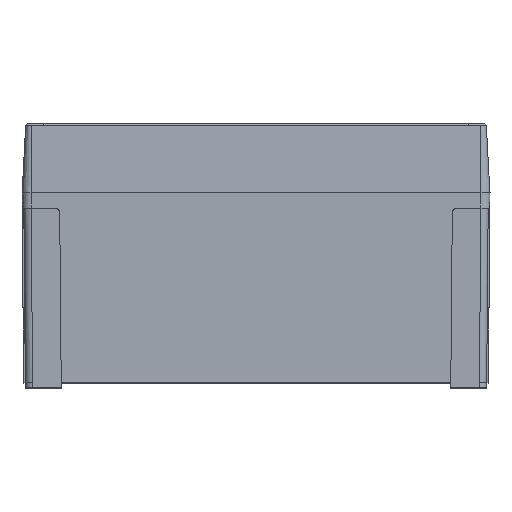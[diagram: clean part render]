
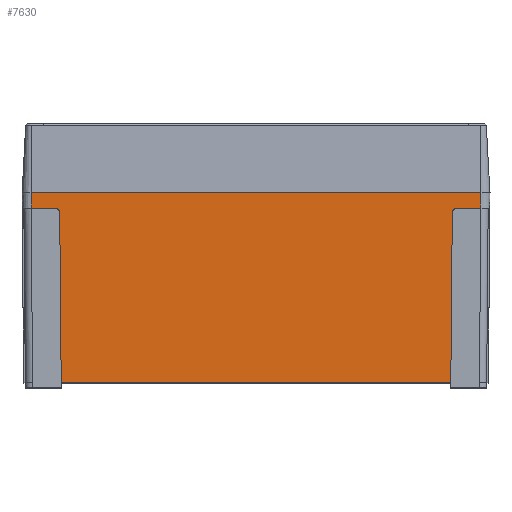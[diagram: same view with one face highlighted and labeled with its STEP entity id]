
A CAD part, top view. The second image highlights one B-rep face of the part: STEP entity #7630.
In plain terms, the highlighted planar face has unit normal (0, -0.009, 1).
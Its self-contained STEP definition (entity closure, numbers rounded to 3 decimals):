
#62 = CARTESIAN_POINT ( 'NONE',  ( 86.55, 0., 127.55 ) ) ;
#202 = EDGE_CURVE ( 'NONE', #3775, #5135, #13630, .T. ) ;
#235 = VECTOR ( 'NONE', #3564, 1000. ) ;
#436 = CARTESIAN_POINT ( 'NONE',  ( -75.603, 0.096, 127.551 ) ) ;
#477 = DIRECTION ( 'NONE',  ( -1., 0., 0. ) ) ;
#532 = CARTESIAN_POINT ( 'NONE',  ( 77.533, -6., 127.498 ) ) ;
#558 = VERTEX_POINT ( 'NONE', #15825 ) ;
#656 = ORIENTED_EDGE ( 'NONE', *, *, #7826, .T. ) ;
#665 = CARTESIAN_POINT ( 'NONE',  ( -86.55, 0., 127.55 ) ) ;
#941 = DIRECTION ( 'NONE',  ( 0., -1., -0.009 ) ) ;
#993 = CARTESIAN_POINT ( 'NONE',  ( 75.59, -1.415, 127.538 ) ) ;
#1018 = VECTOR ( 'NONE', #6909, 1000. ) ;
#1110 = FACE_OUTER_BOUND ( 'NONE', #8177, .T. ) ;
#1450 = VERTEX_POINT ( 'NONE', #7569 ) ;
#1815 = CARTESIAN_POINT ( 'NONE',  ( -74.965, -73., 126.913 ) ) ;
#1885 = VECTOR ( 'NONE', #2793, 1000. ) ;
#1953 = LINE ( 'NONE', #665, #235 ) ;
#2768 = VECTOR ( 'NONE', #14884, 1000. ) ;
#2776 = CARTESIAN_POINT ( 'NONE',  ( -86.55, 0., 127.55 ) ) ;
#2793 = DIRECTION ( 'NONE',  ( 0., 1., 0.009 ) ) ;
#3082 = CARTESIAN_POINT ( 'NONE',  ( -86.55, -73., 126.913 ) ) ;
#3497 = ORIENTED_EDGE ( 'NONE', *, *, #202, .T. ) ;
#3564 = DIRECTION ( 'NONE',  ( 1., 0., 0. ) ) ;
#3775 = VERTEX_POINT ( 'NONE', #1815 ) ;
#4158 = EDGE_CURVE ( 'NONE', #1450, #5135, #7476, .T. ) ;
#4194 = EDGE_CURVE ( 'NONE', #6935, #11040, #1953, .T. ) ;
#4407 = ORIENTED_EDGE ( 'NONE', *, *, #4158, .F. ) ;
#4760 = ORIENTED_EDGE ( 'NONE', *, *, #16571, .T. ) ;
#5135 = VERTEX_POINT ( 'NONE', #8355 ) ;
#5444 = VECTOR ( 'NONE', #477, 1000. ) ;
#5546 = CARTESIAN_POINT ( 'NONE',  ( -86.55, 0., 127.55 ) ) ;
#5777 = ORIENTED_EDGE ( 'NONE', *, *, #15250, .F. ) ;
#5881 = CARTESIAN_POINT ( 'NONE',  ( 75.543, -6.819, 127.49 ) ) ;
#5900 = CARTESIAN_POINT ( 'NONE',  ( 86.55, -6., 127.498 ) ) ;
#6909 = DIRECTION ( 'NONE',  ( 0., 1., 0.009 ) ) ;
#6915 = CARTESIAN_POINT ( 'NONE',  ( -75.533, -7.983, 127.48 ) ) ;
#6935 = VERTEX_POINT ( 'NONE', #2776 ) ;
#7249 = CARTESIAN_POINT ( 'NONE',  ( -77.533, -6., 127.498 ) ) ;
#7340 = ORIENTED_EDGE ( 'NONE', *, *, #16756, .F. ) ;
#7403 = DIRECTION ( 'NONE',  ( -0.009, -1., -0.009 ) ) ;
#7476 = LINE ( 'NONE', #993, #8143 ) ;
#7536 = VERTEX_POINT ( 'NONE', #532 ) ;
#7569 = CARTESIAN_POINT ( 'NONE',  ( 75.533, -7.983, 127.48 ) ) ;
#7630 = ADVANCED_FACE ( 'NONE', ( #1110 ), #16681, .T. ) ;
#7826 = EDGE_CURVE ( 'NONE', #8267, #558, #8053, .T. ) ;
#8053 =( BOUNDED_CURVE ( )  B_SPLINE_CURVE ( 3, ( #7249, #9717, #14627, #6915 ),
 .UNSPECIFIED., .F., .T. ) 
 B_SPLINE_CURVE_WITH_KNOTS ( ( 4, 4 ),
 ( 3.142, 4.704 ),
 .UNSPECIFIED. ) 
 CURVE ( )  GEOMETRIC_REPRESENTATION_ITEM ( )  RATIONAL_B_SPLINE_CURVE ( ( 1., 0.807, 0.807, 1. ) ) 
 REPRESENTATION_ITEM ( '' )  );
#8143 = VECTOR ( 'NONE', #7403, 1000. ) ;
#8177 = EDGE_LOOP ( 'NONE', ( #4407, #13083, #7340, #4760, #8799, #5777, #10891, #656, #11020, #3497 ) ) ;
#8267 = VERTEX_POINT ( 'NONE', #15894 ) ;
#8355 = CARTESIAN_POINT ( 'NONE',  ( 74.965, -73., 126.913 ) ) ;
#8799 = ORIENTED_EDGE ( 'NONE', *, *, #4194, .F. ) ;
#8961 = VERTEX_POINT ( 'NONE', #14517 ) ;
#9385 = LINE ( 'NONE', #436, #15165 ) ;
#9717 = CARTESIAN_POINT ( 'NONE',  ( -76.369, -6., 127.498 ) ) ;
#9966 = CARTESIAN_POINT ( 'NONE',  ( 77.533, -6., 127.498 ) ) ;
#10891 = ORIENTED_EDGE ( 'NONE', *, *, #12908, .T. ) ;
#10909 = LINE ( 'NONE', #5546, #1018 ) ;
#11020 = ORIENTED_EDGE ( 'NONE', *, *, #14745, .F. ) ;
#11040 = VERTEX_POINT ( 'NONE', #13265 ) ;
#11129 = LINE ( 'NONE', #16139, #5444 ) ;
#11342 = CARTESIAN_POINT ( 'NONE',  ( -86.55, 0., 127.55 ) ) ;
#11448 = AXIS2_PLACEMENT_3D ( 'NONE', #11342, #14129, #941 ) ;
#11967 = EDGE_CURVE ( 'NONE', #1450, #7536, #14535, .T. ) ;
#12908 = EDGE_CURVE ( 'NONE', #8961, #8267, #13490, .T. ) ;
#13083 = ORIENTED_EDGE ( 'NONE', *, *, #11967, .T. ) ;
#13265 = CARTESIAN_POINT ( 'NONE',  ( 86.55, 0., 127.55 ) ) ;
#13318 = VERTEX_POINT ( 'NONE', #5900 ) ;
#13490 = LINE ( 'NONE', #13660, #13774 ) ;
#13630 = LINE ( 'NONE', #3082, #2768 ) ;
#13660 = CARTESIAN_POINT ( 'NONE',  ( -86.55, -6., 127.498 ) ) ;
#13774 = VECTOR ( 'NONE', #16374, 1000. ) ;
#14129 = DIRECTION ( 'NONE',  ( 0., -0.009, 1. ) ) ;
#14435 = LINE ( 'NONE', #62, #1885 ) ;
#14517 = CARTESIAN_POINT ( 'NONE',  ( -86.55, -6., 127.498 ) ) ;
#14535 =( BOUNDED_CURVE ( )  B_SPLINE_CURVE ( 3, ( #16342, #5881, #15220, #9966 ),
 .UNSPECIFIED., .F., .T. ) 
 B_SPLINE_CURVE_WITH_KNOTS ( ( 4, 4 ),
 ( 1.58, 3.142 ),
 .UNSPECIFIED. ) 
 CURVE ( )  GEOMETRIC_REPRESENTATION_ITEM ( )  RATIONAL_B_SPLINE_CURVE ( ( 1., 0.807, 0.807, 1. ) ) 
 REPRESENTATION_ITEM ( '' )  );
#14627 = CARTESIAN_POINT ( 'NONE',  ( -75.543, -6.819, 127.49 ) ) ;
#14745 = EDGE_CURVE ( 'NONE', #3775, #558, #9385, .T. ) ;
#14884 = DIRECTION ( 'NONE',  ( 1., 0., 0. ) ) ;
#15165 = VECTOR ( 'NONE', #16009, 1000. ) ;
#15220 = CARTESIAN_POINT ( 'NONE',  ( 76.369, -6., 127.498 ) ) ;
#15250 = EDGE_CURVE ( 'NONE', #8961, #6935, #10909, .T. ) ;
#15825 = CARTESIAN_POINT ( 'NONE',  ( -75.533, -7.983, 127.48 ) ) ;
#15894 = CARTESIAN_POINT ( 'NONE',  ( -77.533, -6., 127.498 ) ) ;
#16009 = DIRECTION ( 'NONE',  ( -0.009, 1., 0.009 ) ) ;
#16139 = CARTESIAN_POINT ( 'NONE',  ( -86.55, -6., 127.498 ) ) ;
#16342 = CARTESIAN_POINT ( 'NONE',  ( 75.533, -7.983, 127.48 ) ) ;
#16374 = DIRECTION ( 'NONE',  ( 1., 0., 0. ) ) ;
#16571 = EDGE_CURVE ( 'NONE', #13318, #11040, #14435, .T. ) ;
#16681 = PLANE ( 'NONE',  #11448 ) ;
#16756 = EDGE_CURVE ( 'NONE', #13318, #7536, #11129, .T. ) ;
